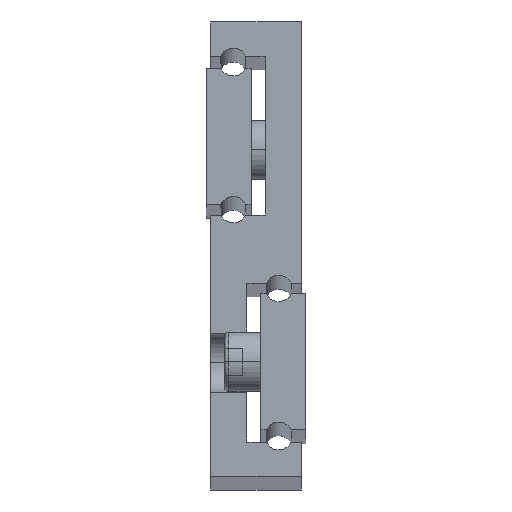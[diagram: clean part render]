
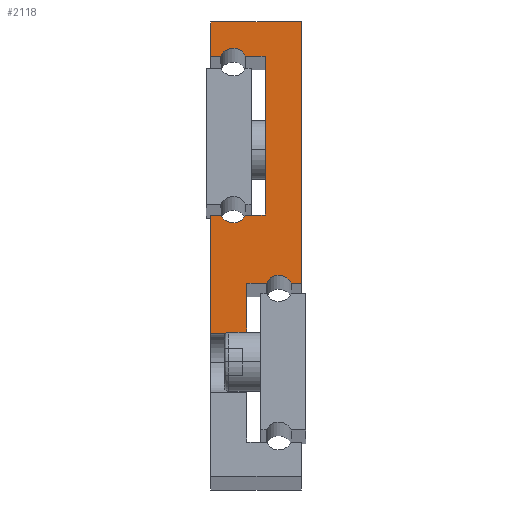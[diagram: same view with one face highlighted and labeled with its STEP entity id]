
A CAD part, top view. The second image highlights one B-rep face of the part: STEP entity #2118.
In plain terms, the highlighted planar face has unit normal (0, 0, 1).
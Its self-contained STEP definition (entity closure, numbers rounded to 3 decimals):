
#15 = CARTESIAN_POINT ( 'NONE',  ( 0., 57.5, 875. ) ) ;
#40 = LINE ( 'NONE', #511, #1503 ) ;
#46 = LINE ( 'NONE', #361, #1142 ) ;
#94 = CARTESIAN_POINT ( 'NONE',  ( 0., 100., 875. ) ) ;
#95 = VECTOR ( 'NONE', #1016, 1000. ) ;
#142 = LINE ( 'NONE', #335, #1756 ) ;
#145 = CARTESIAN_POINT ( 'NONE',  ( 2.273, 92.5, 875. ) ) ;
#163 = LINE ( 'NONE', #360, #1829 ) ;
#168 = VECTOR ( 'NONE', #178, 1000. ) ;
#171 = DIRECTION ( 'NONE',  ( -1., 0., 0. ) ) ;
#173 = EDGE_CURVE ( 'NONE', #903, #1937, #40, .T. ) ;
#178 = DIRECTION ( 'NONE',  ( 1., 0., 0. ) ) ;
#196 = VECTOR ( 'NONE', #759, 1000. ) ;
#202 = LINE ( 'NONE', #1419, #1177 ) ;
#224 = DIRECTION ( 'NONE',  ( 1., 0., 0. ) ) ;
#231 = EDGE_CURVE ( 'NONE', #1749, #903, #1572, .T. ) ;
#232 = ORIENTED_EDGE ( 'NONE', *, *, #450, .T. ) ;
#299 = EDGE_CURVE ( 'NONE', #718, #658, #2002, .T. ) ;
#300 = VERTEX_POINT ( 'NONE', #1788 ) ;
#324 = ORIENTED_EDGE ( 'NONE', *, *, #1570, .T. ) ;
#328 = LINE ( 'NONE', #1167, #1579 ) ;
#335 = CARTESIAN_POINT ( 'NONE',  ( 0., 92.5, 875. ) ) ;
#336 = DIRECTION ( 'NONE',  ( 0., 1., 0. ) ) ;
#343 = VECTOR ( 'NONE', #171, 1000. ) ;
#345 = CIRCLE ( 'NONE', #1930, 3. ) ;
#347 = DIRECTION ( 'NONE',  ( 1., 0., 0. ) ) ;
#359 = VERTEX_POINT ( 'NONE', #1337 ) ;
#360 = CARTESIAN_POINT ( 'NONE',  ( 20., 100., 875. ) ) ;
#361 = CARTESIAN_POINT ( 'NONE',  ( 7.727, 92.5, 875. ) ) ;
#369 = EDGE_CURVE ( 'NONE', #1815, #1634, #2033, .T. ) ;
#406 = DIRECTION ( 'NONE',  ( 0., 0., -1. ) ) ;
#450 = EDGE_CURVE ( 'NONE', #359, #1749, #163, .T. ) ;
#461 = VERTEX_POINT ( 'NONE', #686 ) ;
#511 = CARTESIAN_POINT ( 'NONE',  ( 0., 100., 875. ) ) ;
#516 = DIRECTION ( 'NONE',  ( 1., 0., 0. ) ) ;
#521 = EDGE_CURVE ( 'NONE', #1937, #1815, #142, .T. ) ;
#549 = CARTESIAN_POINT ( 'NONE',  ( 8., 31.5, 875. ) ) ;
#574 = VERTEX_POINT ( 'NONE', #827 ) ;
#586 = VERTEX_POINT ( 'NONE', #549 ) ;
#612 = FACE_OUTER_BOUND ( 'NONE', #1249, .T. ) ;
#617 = ORIENTED_EDGE ( 'NONE', *, *, #2206, .T. ) ;
#644 = DIRECTION ( 'NONE',  ( 0., 0., -1. ) ) ;
#657 = CARTESIAN_POINT ( 'NONE',  ( 20., 42.5, 875. ) ) ;
#658 = VERTEX_POINT ( 'NONE', #905 ) ;
#664 = CARTESIAN_POINT ( 'NONE',  ( 12., 57.5, 875. ) ) ;
#686 = CARTESIAN_POINT ( 'NONE',  ( 17.727, 42.5, 875. ) ) ;
#702 = DIRECTION ( 'NONE',  ( -1., 0., 0. ) ) ;
#718 = VERTEX_POINT ( 'NONE', #2147 ) ;
#728 = ORIENTED_EDGE ( 'NONE', *, *, #1441, .T. ) ;
#759 = DIRECTION ( 'NONE',  ( 0., -1., 0. ) ) ;
#795 = ORIENTED_EDGE ( 'NONE', *, *, #521, .T. ) ;
#806 = DIRECTION ( 'NONE',  ( -1., 0., 0. ) ) ;
#827 = CARTESIAN_POINT ( 'NONE',  ( 8., 42.5, 875. ) ) ;
#830 = LINE ( 'NONE', #1706, #95 ) ;
#877 = ORIENTED_EDGE ( 'NONE', *, *, #1017, .T. ) ;
#883 = DIRECTION ( 'NONE',  ( 1., 0., 0. ) ) ;
#895 = CARTESIAN_POINT ( 'NONE',  ( 7.727, 92.5, 875. ) ) ;
#903 = VERTEX_POINT ( 'NONE', #94 ) ;
#905 = CARTESIAN_POINT ( 'NONE',  ( 0., 31.5, 875. ) ) ;
#912 = VERTEX_POINT ( 'NONE', #969 ) ;
#939 = ORIENTED_EDGE ( 'NONE', *, *, #299, .T. ) ;
#951 = CARTESIAN_POINT ( 'NONE',  ( 5., 58.75, 875. ) ) ;
#955 = CARTESIAN_POINT ( 'NONE',  ( 5., 58.75, 875. ) ) ;
#969 = CARTESIAN_POINT ( 'NONE',  ( 2.273, 57.5, 875. ) ) ;
#997 = LINE ( 'NONE', #657, #168 ) ;
#1016 = DIRECTION ( 'NONE',  ( 0., -1., 0. ) ) ;
#1017 = EDGE_CURVE ( 'NONE', #461, #359, #997, .T. ) ;
#1049 = DIRECTION ( 'NONE',  ( 0., 1., 0. ) ) ;
#1056 = DIRECTION ( 'NONE',  ( 0., -1., 0. ) ) ;
#1088 = CARTESIAN_POINT ( 'NONE',  ( 12., 92.5, 875. ) ) ;
#1106 = EDGE_CURVE ( 'NONE', #912, #718, #2038, .T. ) ;
#1113 = DIRECTION ( 'NONE',  ( -1., 0., 0. ) ) ;
#1115 = VECTOR ( 'NONE', #336, 1000. ) ;
#1142 = VECTOR ( 'NONE', #224, 1000. ) ;
#1167 = CARTESIAN_POINT ( 'NONE',  ( 12.273, 42.5, 875. ) ) ;
#1177 = VECTOR ( 'NONE', #883, 1000. ) ;
#1213 = CIRCLE ( 'NONE', #1716, 3. ) ;
#1238 = EDGE_CURVE ( 'NONE', #658, #586, #202, .T. ) ;
#1249 = EDGE_LOOP ( 'NONE', ( #939, #1954, #1433, #1526, #1611, #877, #232, #1533, #1479, #795, #1785, #324, #728, #617, #1411, #1991 ) ) ;
#1308 = DIRECTION ( 'NONE',  ( -1., 0., 0. ) ) ;
#1337 = CARTESIAN_POINT ( 'NONE',  ( 20., 42.5, 875. ) ) ;
#1411 = ORIENTED_EDGE ( 'NONE', *, *, #1794, .T. ) ;
#1413 = CARTESIAN_POINT ( 'NONE',  ( 20., 100., 875. ) ) ;
#1419 = CARTESIAN_POINT ( 'NONE',  ( 0., 31.5, 875. ) ) ;
#1433 = ORIENTED_EDGE ( 'NONE', *, *, #1451, .T. ) ;
#1441 = EDGE_CURVE ( 'NONE', #1554, #1457, #830, .T. ) ;
#1444 = CARTESIAN_POINT ( 'NONE',  ( 0., 0., 875. ) ) ;
#1451 = EDGE_CURVE ( 'NONE', #586, #574, #2034, .T. ) ;
#1457 = VERTEX_POINT ( 'NONE', #664 ) ;
#1479 = ORIENTED_EDGE ( 'NONE', *, *, #173, .T. ) ;
#1480 = EDGE_CURVE ( 'NONE', #574, #1948, #328, .T. ) ;
#1503 = VECTOR ( 'NONE', #1056, 1000. ) ;
#1526 = ORIENTED_EDGE ( 'NONE', *, *, #1480, .T. ) ;
#1533 = ORIENTED_EDGE ( 'NONE', *, *, #231, .T. ) ;
#1551 = CARTESIAN_POINT ( 'NONE',  ( 12.273, 42.5, 875. ) ) ;
#1554 = VERTEX_POINT ( 'NONE', #1088 ) ;
#1560 = EDGE_CURVE ( 'NONE', #1948, #461, #1213, .T. ) ;
#1561 = CARTESIAN_POINT ( 'NONE',  ( 0., 92.5, 875. ) ) ;
#1570 = EDGE_CURVE ( 'NONE', #1634, #1554, #46, .T. ) ;
#1572 = LINE ( 'NONE', #1721, #343 ) ;
#1574 = AXIS2_PLACEMENT_3D ( 'NONE', #1682, #644, #1961 ) ;
#1576 = VECTOR ( 'NONE', #806, 1000. ) ;
#1579 = VECTOR ( 'NONE', #516, 1000. ) ;
#1611 = ORIENTED_EDGE ( 'NONE', *, *, #1560, .T. ) ;
#1634 = VERTEX_POINT ( 'NONE', #895 ) ;
#1642 = DIRECTION ( 'NONE',  ( 0., 0., -1. ) ) ;
#1682 = CARTESIAN_POINT ( 'NONE',  ( 5., 91.25, 875. ) ) ;
#1686 = CARTESIAN_POINT ( 'NONE',  ( 8., 7.5, 875. ) ) ;
#1706 = CARTESIAN_POINT ( 'NONE',  ( 12., 92.5, 875. ) ) ;
#1716 = AXIS2_PLACEMENT_3D ( 'NONE', #1904, #2079, #1747 ) ;
#1721 = CARTESIAN_POINT ( 'NONE',  ( 20., 100., 875. ) ) ;
#1747 = DIRECTION ( 'NONE',  ( -1., 0., 0. ) ) ;
#1749 = VERTEX_POINT ( 'NONE', #1413 ) ;
#1756 = VECTOR ( 'NONE', #347, 1000. ) ;
#1785 = ORIENTED_EDGE ( 'NONE', *, *, #369, .T. ) ;
#1788 = CARTESIAN_POINT ( 'NONE',  ( 7.727, 57.5, 875. ) ) ;
#1794 = EDGE_CURVE ( 'NONE', #300, #912, #345, .T. ) ;
#1810 = PLANE ( 'NONE',  #1969 ) ;
#1815 = VERTEX_POINT ( 'NONE', #145 ) ;
#1829 = VECTOR ( 'NONE', #1049, 1000. ) ;
#1904 = CARTESIAN_POINT ( 'NONE',  ( 15., 41.25, 875. ) ) ;
#1930 = AXIS2_PLACEMENT_3D ( 'NONE', #955, #1642, #1308 ) ;
#1937 = VERTEX_POINT ( 'NONE', #1561 ) ;
#1948 = VERTEX_POINT ( 'NONE', #1551 ) ;
#1954 = ORIENTED_EDGE ( 'NONE', *, *, #1238, .T. ) ;
#1961 = DIRECTION ( 'NONE',  ( 1., 0., 0. ) ) ;
#1969 = AXIS2_PLACEMENT_3D ( 'NONE', #951, #406, #1113 ) ;
#1991 = ORIENTED_EDGE ( 'NONE', *, *, #1106, .T. ) ;
#2002 = LINE ( 'NONE', #1444, #196 ) ;
#2033 = CIRCLE ( 'NONE', #1574, 3. ) ;
#2034 = LINE ( 'NONE', #1686, #1115 ) ;
#2038 = LINE ( 'NONE', #15, #2180 ) ;
#2079 = DIRECTION ( 'NONE',  ( 0., 0., -1. ) ) ;
#2118 = ADVANCED_FACE ( 'NONE', ( #612 ), #1810, .F. ) ;
#2125 = CARTESIAN_POINT ( 'NONE',  ( 7.727, 57.5, 875. ) ) ;
#2135 = LINE ( 'NONE', #2125, #1576 ) ;
#2147 = CARTESIAN_POINT ( 'NONE',  ( 0., 57.5, 875. ) ) ;
#2180 = VECTOR ( 'NONE', #702, 1000. ) ;
#2206 = EDGE_CURVE ( 'NONE', #1457, #300, #2135, .T. ) ;
